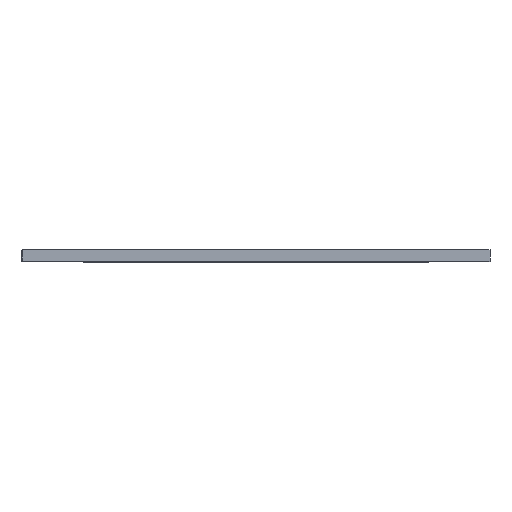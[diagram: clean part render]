
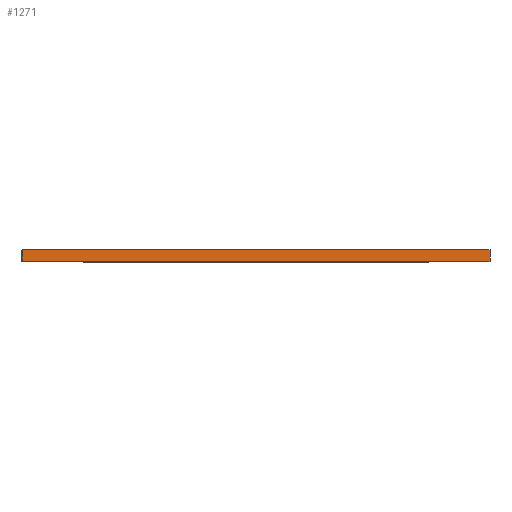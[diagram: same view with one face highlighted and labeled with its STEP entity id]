
A CAD part, top view. The second image highlights one B-rep face of the part: STEP entity #1271.
In plain terms, the highlighted planar face has unit normal (0, 0, 1).
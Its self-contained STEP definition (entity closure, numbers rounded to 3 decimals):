
#25 = VERTEX_POINT ( 'NONE', #75 ) ;
#56 = VERTEX_POINT ( 'NONE', #1851 ) ;
#75 = CARTESIAN_POINT ( 'NONE',  ( -61., 0., 56. ) ) ;
#144 = CARTESIAN_POINT ( 'NONE',  ( -61., 3., 56. ) ) ;
#156 = ORIENTED_EDGE ( 'NONE', *, *, #885, .F. ) ;
#321 = VERTEX_POINT ( 'NONE', #1116 ) ;
#326 = ORIENTED_EDGE ( 'NONE', *, *, #733, .F. ) ;
#380 = AXIS2_PLACEMENT_3D ( 'NONE', #144, #1296, #1459 ) ;
#425 = EDGE_LOOP ( 'NONE', ( #916, #156, #326, #1550 ) ) ;
#443 = DIRECTION ( 'NONE',  ( 0., -1., 0. ) ) ;
#447 = DIRECTION ( 'NONE',  ( 1., 0., 0. ) ) ;
#468 = CARTESIAN_POINT ( 'NONE',  ( -61., 3., 56. ) ) ;
#543 = VECTOR ( 'NONE', #783, 1000. ) ;
#721 = FACE_OUTER_BOUND ( 'NONE', #425, .T. ) ;
#733 = EDGE_CURVE ( 'NONE', #1850, #321, #911, .T. ) ;
#783 = DIRECTION ( 'NONE',  ( 0., -1., 0. ) ) ;
#885 = EDGE_CURVE ( 'NONE', #321, #56, #1325, .T. ) ;
#890 = CARTESIAN_POINT ( 'NONE',  ( -61., 3., 56. ) ) ;
#911 = LINE ( 'NONE', #890, #1357 ) ;
#916 = ORIENTED_EDGE ( 'NONE', *, *, #1871, .T. ) ;
#1116 = CARTESIAN_POINT ( 'NONE',  ( 61., 3., 56. ) ) ;
#1236 = VECTOR ( 'NONE', #443, 1000. ) ;
#1271 = ADVANCED_FACE ( 'NONE', ( #721 ), #1741, .F. ) ;
#1296 = DIRECTION ( 'NONE',  ( 0., 0., -1. ) ) ;
#1325 = LINE ( 'NONE', #1743, #1236 ) ;
#1357 = VECTOR ( 'NONE', #1489, 1000. ) ;
#1459 = DIRECTION ( 'NONE',  ( -1., 0., 0. ) ) ;
#1480 = CARTESIAN_POINT ( 'NONE',  ( -61., 0., 56. ) ) ;
#1489 = DIRECTION ( 'NONE',  ( 1., 0., 0. ) ) ;
#1498 = EDGE_CURVE ( 'NONE', #1850, #25, #1630, .T. ) ;
#1500 = CARTESIAN_POINT ( 'NONE',  ( -61., 3., 56. ) ) ;
#1550 = ORIENTED_EDGE ( 'NONE', *, *, #1498, .T. ) ;
#1630 = LINE ( 'NONE', #1500, #543 ) ;
#1636 = LINE ( 'NONE', #1480, #1690 ) ;
#1690 = VECTOR ( 'NONE', #447, 1000. ) ;
#1741 = PLANE ( 'NONE',  #380 ) ;
#1743 = CARTESIAN_POINT ( 'NONE',  ( 61., 3., 56. ) ) ;
#1850 = VERTEX_POINT ( 'NONE', #468 ) ;
#1851 = CARTESIAN_POINT ( 'NONE',  ( 61., 0., 56. ) ) ;
#1871 = EDGE_CURVE ( 'NONE', #25, #56, #1636, .T. ) ;
